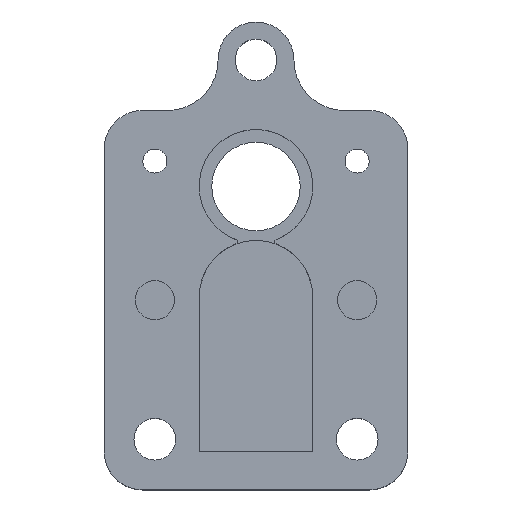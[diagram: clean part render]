
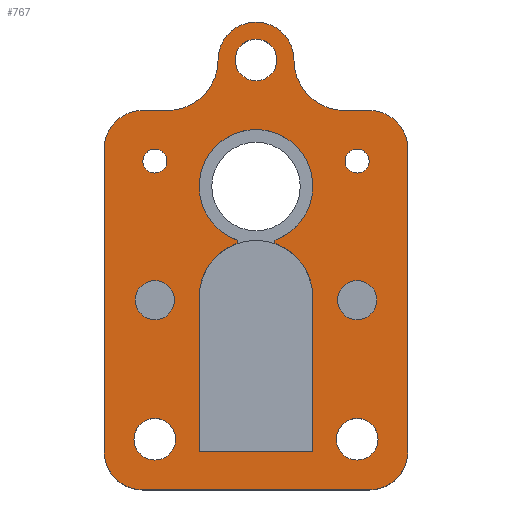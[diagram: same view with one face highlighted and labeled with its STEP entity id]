
A CAD part, top view. The second image highlights one B-rep face of the part: STEP entity #767.
In plain terms, the highlighted planar face has unit normal (0, 0, 1).
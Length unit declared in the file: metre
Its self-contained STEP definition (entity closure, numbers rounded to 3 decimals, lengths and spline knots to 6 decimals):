
#43=CIRCLE('',#815,0.003);
#45=CIRCLE('',#818,0.003);
#48=CIRCLE('',#823,0.003);
#50=CIRCLE('',#827,0.003);
#52=CIRCLE('',#831,0.0045);
#56=CIRCLE('',#837,0.0045);
#58=CIRCLE('',#839,0.0045);
#60=CIRCLE('',#844,0.00165);
#62=CIRCLE('',#847,0.00165);
#65=CIRCLE('',#853,0.004);
#66=CIRCLE('',#854,0.003);
#67=CIRCLE('',#855,0.004);
#68=CIRCLE('',#856,0.00095);
#69=CIRCLE('',#857,0.00095);
#70=CIRCLE('',#858,0.00155);
#71=CIRCLE('',#859,0.00155);
#72=CIRCLE('',#860,0.00165);
#183=ORIENTED_EDGE('',*,*,#345,.F.);
#184=ORIENTED_EDGE('',*,*,#303,.T.);
#185=ORIENTED_EDGE('',*,*,#332,.F.);
#186=ORIENTED_EDGE('',*,*,#306,.F.);
#187=ORIENTED_EDGE('',*,*,#341,.F.);
#188=ORIENTED_EDGE('',*,*,#349,.F.);
#189=ORIENTED_EDGE('',*,*,#353,.F.);
#190=ORIENTED_EDGE('',*,*,#359,.F.);
#191=ORIENTED_EDGE('',*,*,#356,.F.);
#192=ORIENTED_EDGE('',*,*,#354,.F.);
#193=ORIENTED_EDGE('',*,*,#310,.T.);
#194=ORIENTED_EDGE('',*,*,#293,.T.);
#195=ORIENTED_EDGE('',*,*,#363,.T.);
#196=ORIENTED_EDGE('',*,*,#364,.T.);
#197=ORIENTED_EDGE('',*,*,#365,.F.);
#198=ORIENTED_EDGE('',*,*,#299,.T.);
#199=ORIENTED_EDGE('',*,*,#313,.T.);
#200=ORIENTED_EDGE('',*,*,#317,.T.);
#201=ORIENTED_EDGE('',*,*,#320,.T.);
#202=ORIENTED_EDGE('',*,*,#323,.T.);
#203=ORIENTED_EDGE('',*,*,#326,.T.);
#204=ORIENTED_EDGE('',*,*,#362,.T.);
#205=ORIENTED_EDGE('',*,*,#366,.F.);
#206=ORIENTED_EDGE('',*,*,#367,.F.);
#207=ORIENTED_EDGE('',*,*,#368,.T.);
#208=ORIENTED_EDGE('',*,*,#369,.T.);
#209=ORIENTED_EDGE('',*,*,#370,.F.);
#293=EDGE_CURVE('',#394,#392,#469,.T.);
#299=EDGE_CURVE('',#396,#399,#475,.T.);
#303=EDGE_CURVE('',#400,#403,#478,.T.);
#306=EDGE_CURVE('',#406,#407,#480,.T.);
#310=EDGE_CURVE('',#408,#394,#43,.T.);
#313=EDGE_CURVE('',#399,#411,#45,.T.);
#317=EDGE_CURVE('',#411,#414,#486,.T.);
#320=EDGE_CURVE('',#414,#416,#48,.T.);
#323=EDGE_CURVE('',#416,#418,#490,.T.);
#326=EDGE_CURVE('',#418,#420,#50,.T.);
#332=EDGE_CURVE('',#407,#403,#52,.T.);
#341=EDGE_CURVE('',#431,#406,#56,.T.);
#345=EDGE_CURVE('',#400,#432,#58,.T.);
#349=EDGE_CURVE('',#434,#431,#502,.T.);
#353=EDGE_CURVE('',#437,#434,#505,.T.);
#354=EDGE_CURVE('',#438,#438,#60,.T.);
#356=EDGE_CURVE('',#440,#440,#62,.T.);
#359=EDGE_CURVE('',#432,#437,#507,.T.);
#362=EDGE_CURVE('',#420,#408,#509,.T.);
#363=EDGE_CURVE('',#392,#443,#65,.F.);
#364=EDGE_CURVE('',#443,#444,#66,.T.);
#365=EDGE_CURVE('',#396,#444,#67,.T.);
#366=EDGE_CURVE('',#445,#445,#68,.T.);
#367=EDGE_CURVE('',#446,#446,#69,.T.);
#368=EDGE_CURVE('',#447,#447,#70,.T.);
#369=EDGE_CURVE('',#448,#448,#71,.T.);
#370=EDGE_CURVE('',#449,#449,#72,.T.);
#392=VERTEX_POINT('',#1153);
#394=VERTEX_POINT('',#1156);
#396=VERTEX_POINT('',#1162);
#399=VERTEX_POINT('',#1167);
#400=VERTEX_POINT('',#1171);
#403=VERTEX_POINT('',#1176);
#406=VERTEX_POINT('',#1183);
#407=VERTEX_POINT('',#1185);
#408=VERTEX_POINT('',#1189);
#411=VERTEX_POINT('',#1197);
#414=VERTEX_POINT('',#1205);
#416=VERTEX_POINT('',#1211);
#418=VERTEX_POINT('',#1217);
#420=VERTEX_POINT('',#1223);
#431=VERTEX_POINT('',#1273);
#432=VERTEX_POINT('',#1299);
#434=VERTEX_POINT('',#1305);
#437=VERTEX_POINT('',#1313);
#438=VERTEX_POINT('',#1317);
#440=VERTEX_POINT('',#1322);
#443=VERTEX_POINT('',#1335);
#444=VERTEX_POINT('',#1337);
#445=VERTEX_POINT('',#1340);
#446=VERTEX_POINT('',#1342);
#447=VERTEX_POINT('',#1344);
#448=VERTEX_POINT('',#1346);
#449=VERTEX_POINT('',#1348);
#469=LINE('',#1155,#513);
#475=LINE('',#1168,#519);
#478=LINE('',#1177,#522);
#480=LINE('',#1184,#524);
#486=LINE('',#1206,#530);
#490=LINE('',#1218,#534);
#502=LINE('',#1306,#546);
#505=LINE('',#1314,#549);
#507=LINE('',#1327,#551);
#509=LINE('',#1332,#553);
#513=VECTOR('',#911,1.);
#519=VECTOR('',#919,1.);
#522=VECTOR('',#926,1.);
#524=VECTOR('',#932,1.);
#530=VECTOR('',#954,1.);
#534=VECTOR('',#966,1.);
#546=VECTOR('',#1010,1.);
#549=VECTOR('',#1017,1.);
#551=VECTOR('',#1033,1.);
#553=VECTOR('',#1039,1.);
#581=EDGE_LOOP('',(#183,#184,#185,#186,#187,#188,#189,#190));
#582=EDGE_LOOP('',(#191));
#583=EDGE_LOOP('',(#192));
#584=EDGE_LOOP('',(#193,#194,#195,#196,#197,#198,#199,#200,#201,#202,#203,
#204));
#585=EDGE_LOOP('',(#205));
#586=EDGE_LOOP('',(#206));
#587=EDGE_LOOP('',(#207));
#588=EDGE_LOOP('',(#208));
#589=EDGE_LOOP('',(#209));
#665=FACE_BOUND('',#581,.T.);
#666=FACE_BOUND('',#582,.T.);
#667=FACE_BOUND('',#583,.T.);
#668=FACE_BOUND('',#584,.T.);
#669=FACE_BOUND('',#585,.T.);
#670=FACE_BOUND('',#586,.T.);
#671=FACE_BOUND('',#587,.T.);
#672=FACE_BOUND('',#588,.T.);
#673=FACE_BOUND('',#589,.T.);
#736=PLANE('',#852);
#767=ADVANCED_FACE('',(#665,#666,#667,#668,#669,#670,#671,#672,#673),#736,
 .T.);
#815=AXIS2_PLACEMENT_3D('',#1192,#939,#940);
#818=AXIS2_PLACEMENT_3D('',#1198,#946,#947);
#823=AXIS2_PLACEMENT_3D('',#1212,#960,#961);
#827=AXIS2_PLACEMENT_3D('',#1224,#972,#973);
#831=AXIS2_PLACEMENT_3D('',#1247,#983,#984);
#837=AXIS2_PLACEMENT_3D('',#1274,#999,#1000);
#839=AXIS2_PLACEMENT_3D('',#1298,#1003,#1004);
#844=AXIS2_PLACEMENT_3D('',#1316,#1020,#1021);
#847=AXIS2_PLACEMENT_3D('',#1321,#1026,#1027);
#852=AXIS2_PLACEMENT_3D('',#1333,#1040,#1041);
#853=AXIS2_PLACEMENT_3D('',#1334,#1042,#1043);
#854=AXIS2_PLACEMENT_3D('',#1336,#1044,#1045);
#855=AXIS2_PLACEMENT_3D('',#1338,#1046,#1047);
#856=AXIS2_PLACEMENT_3D('',#1339,#1048,#1049);
#857=AXIS2_PLACEMENT_3D('',#1341,#1050,#1051);
#858=AXIS2_PLACEMENT_3D('',#1343,#1052,#1053);
#859=AXIS2_PLACEMENT_3D('',#1345,#1054,#1055);
#860=AXIS2_PLACEMENT_3D('',#1347,#1056,#1057);
#911=DIRECTION('',(-1.,0.,0.));
#919=DIRECTION('',(-1.,0.,0.));
#926=DIRECTION('',(0.,1.,0.));
#932=DIRECTION('',(0.,1.,0.));
#939=DIRECTION('',(0.,0.,1.));
#940=DIRECTION('',(1.,0.,0.));
#946=DIRECTION('',(0.,0.,1.));
#947=DIRECTION('',(1.,0.,0.));
#954=DIRECTION('',(0.,-1.,0.));
#960=DIRECTION('',(0.,0.,1.));
#961=DIRECTION('',(1.,0.,0.));
#966=DIRECTION('',(1.,0.,0.));
#972=DIRECTION('',(0.,0.,1.));
#973=DIRECTION('',(1.,0.,0.));
#983=DIRECTION('',(0.,0.,1.));
#984=DIRECTION('',(1.,0.,0.));
#999=DIRECTION('',(0.,0.,1.));
#1000=DIRECTION('',(1.,0.,0.));
#1003=DIRECTION('',(0.,0.,1.));
#1004=DIRECTION('',(1.,0.,0.));
#1010=DIRECTION('',(0.,1.,0.));
#1017=DIRECTION('',(1.,0.,0.));
#1020=DIRECTION('',(0.,0.,1.));
#1021=DIRECTION('',(1.,0.,0.));
#1026=DIRECTION('',(0.,0.,1.));
#1027=DIRECTION('',(1.,0.,0.));
#1033=DIRECTION('',(0.,-1.,0.));
#1039=DIRECTION('',(0.,1.,0.));
#1040=DIRECTION('',(0.,0.,1.));
#1041=DIRECTION('',(1.,0.,0.));
#1042=DIRECTION('',(0.,0.,1.));
#1043=DIRECTION('',(1.,0.,0.));
#1044=DIRECTION('',(0.,0.,1.));
#1045=DIRECTION('',(1.,0.,0.));
#1046=DIRECTION('',(0.,0.,1.));
#1047=DIRECTION('',(1.,0.,0.));
#1048=DIRECTION('',(0.,0.,1.));
#1049=DIRECTION('',(1.,0.,0.));
#1050=DIRECTION('',(0.,0.,1.));
#1051=DIRECTION('',(1.,0.,0.));
#1052=DIRECTION('',(0.,0.,-1.));
#1053=DIRECTION('',(-1.,0.,0.));
#1054=DIRECTION('',(0.,0.,-1.));
#1055=DIRECTION('',(-1.,0.,0.));
#1056=DIRECTION('',(0.,0.,1.));
#1057=DIRECTION('',(1.,0.,0.));
#1153=CARTESIAN_POINT('',(0.007,0.015,0.009));
#1155=CARTESIAN_POINT('',(0.,0.015,0.009));
#1156=CARTESIAN_POINT('',(0.009,0.015,0.009));
#1162=CARTESIAN_POINT('',(-0.007,0.015,0.009));
#1167=CARTESIAN_POINT('',(-0.009,0.015,0.009));
#1168=CARTESIAN_POINT('',(0.,0.015,0.009));
#1171=CARTESIAN_POINT('',(-0.0015,0.004483,0.009));
#1176=CARTESIAN_POINT('',(-0.0015,0.004757,0.009));
#1177=CARTESIAN_POINT('',(-0.0015,0.00462,0.009));
#1183=CARTESIAN_POINT('',(0.0015,0.004483,0.009));
#1184=CARTESIAN_POINT('',(0.0015,0.00462,0.009));
#1185=CARTESIAN_POINT('',(0.0015,0.004757,0.009));
#1189=CARTESIAN_POINT('',(0.012,0.012,0.009));
#1192=CARTESIAN_POINT('',(0.009,0.012,0.009));
#1197=CARTESIAN_POINT('',(-0.012,0.012,0.009));
#1198=CARTESIAN_POINT('',(-0.009,0.012,0.009));
#1205=CARTESIAN_POINT('',(-0.012,-0.012,0.009));
#1206=CARTESIAN_POINT('',(-0.012,0.,0.009));
#1211=CARTESIAN_POINT('',(-0.009,-0.015,0.009));
#1212=CARTESIAN_POINT('',(-0.009,-0.012,0.009));
#1217=CARTESIAN_POINT('',(0.009,-0.015,0.009));
#1218=CARTESIAN_POINT('',(0.,-0.015,0.009));
#1223=CARTESIAN_POINT('',(0.012,-0.012,0.009));
#1224=CARTESIAN_POINT('',(0.009,-0.012,0.009));
#1247=CARTESIAN_POINT('',(0.,0.009,0.009));
#1273=CARTESIAN_POINT('',(0.0045,0.00024,0.009));
#1274=CARTESIAN_POINT('',(0.,0.00024,0.009));
#1298=CARTESIAN_POINT('',(0.,0.00024,0.009));
#1299=CARTESIAN_POINT('',(-0.0045,0.00024,0.009));
#1305=CARTESIAN_POINT('',(0.0045,-0.012,0.009));
#1306=CARTESIAN_POINT('',(0.0045,-0.00588,0.009));
#1313=CARTESIAN_POINT('',(-0.0045,-0.012,0.009));
#1314=CARTESIAN_POINT('',(0.,-0.012,0.009));
#1316=CARTESIAN_POINT('',(0.008,-0.011,0.009));
#1317=CARTESIAN_POINT('',(0.00965,-0.011,0.009));
#1321=CARTESIAN_POINT('',(-0.008,-0.011,0.009));
#1322=CARTESIAN_POINT('',(-0.00635,-0.011,0.009));
#1327=CARTESIAN_POINT('',(-0.0045,-0.00588,0.009));
#1332=CARTESIAN_POINT('',(0.012,0.,0.009));
#1333=CARTESIAN_POINT('',(0.,0.,0.009));
#1334=CARTESIAN_POINT('',(0.007,0.019,0.009));
#1335=CARTESIAN_POINT('',(0.003,0.019,0.009));
#1336=CARTESIAN_POINT('',(0.,0.019,0.009));
#1337=CARTESIAN_POINT('',(-0.003,0.019,0.009));
#1338=CARTESIAN_POINT('',(-0.007,0.019,0.009));
#1339=CARTESIAN_POINT('',(-0.008,0.011,0.009));
#1340=CARTESIAN_POINT('',(-0.00705,0.011,0.009));
#1341=CARTESIAN_POINT('',(0.008,0.011,0.009));
#1342=CARTESIAN_POINT('',(0.00895,0.011,0.009));
#1343=CARTESIAN_POINT('',(-0.008,0.,0.009));
#1344=CARTESIAN_POINT('',(-0.00955,0.,0.009));
#1345=CARTESIAN_POINT('',(0.008,0.,0.009));
#1346=CARTESIAN_POINT('',(0.00645,0.,0.009));
#1347=CARTESIAN_POINT('',(0.,0.019,0.009));
#1348=CARTESIAN_POINT('',(0.00165,0.019,0.009));
